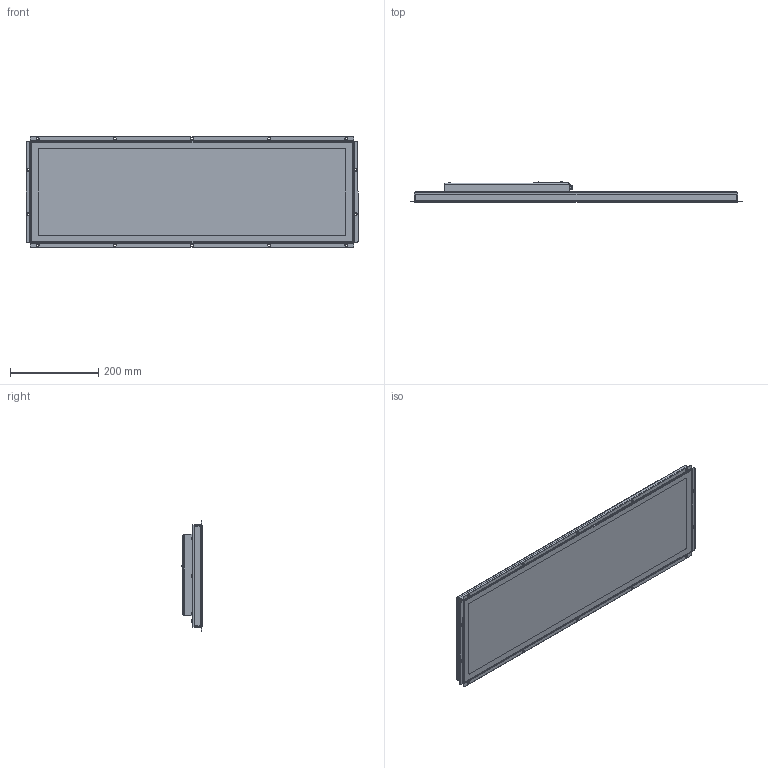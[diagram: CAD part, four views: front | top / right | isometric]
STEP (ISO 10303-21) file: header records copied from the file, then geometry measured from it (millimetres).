
FILE_DESCRIPTION(/* description */ ('TFT 29,0 Zoll Strech Rev.1.0'),/* implementation_level */ '2;1');
FILE_NAME(/* name */ '20000160 TFT 29,0 Zoll Strech Rev.1.0.stp',/* time_stamp */ '2019-08-20T11:59:29+02:00',/* author */ ('Uwe Kosiol'),/* organization */ (''),/* preprocessor_version */ 'ST-DEVELOPER v17.2',/* originating_system */ 'Autodesk Inventor 2019',/* authorisation */ '');
FILE_SCHEMA (('AUTOMOTIVE_DESIGN { 1 0 10303 214 3 1 1 }'));
Products named in the file (13): 20000160; 00003418; 00003419; 00003420; 00003421; 00000010; 00000027; 00003224; 00000078; 40000008; ANSI B18.3.4M - M3 x 0.5 x 3; ANSI B18.3.4M - M3 x 0.5 x 5; 00003417
Assembly tree (40 placements, depth 2):
  20000160
    00003418
    00003419
    00003420
    00003421
    00000010
    00003224  x6
    00000027  x3
    00000078
    40000008
    ANSI B18.3.4M - M3 x 0.5 x 3  x14
    ANSI B18.3.4M - M3 x 0.5 x 5  x9
    00003417
Bounding box: 753.5 x 45.7 x 251.5 mm (x, y, z)
Volume: 3164726.3 mm3; surface area: 992747.5 mm2
Topology: 48 solids, 48 shells, 4823 faces, 13075 edges, 8596 vertices
Faces by surface type: plane 3243, cylinder 1096, bspline 195, torus 149, cone 129, sphere 11
Full cylindrical faces by diameter (mm): 0.5 x24, 1 x2, 1.27 x2, 1.5 x1, 2.459 x22, 2.5 x2, 2.54 x2, 2.9 x1, 3 x26, 3.175 x2, 3.2 x26, 3.3 x2, 3.4 x2, 3.5 x6, 3.556 x2, 3.6 x1, 3.81 x2, 5.41 x11, 5.42 x9, 5.7 x23, 6 x15
Entity records: 167807 total; most frequent: CARTESIAN_POINT 50682, ORIENTED_EDGE 24012, DIRECTION 22487, EDGE_CURVE 12006, LINE 9181, VECTOR 9181, VERTEX_POINT 7859, AXIS2_PLACEMENT_3D 6653
